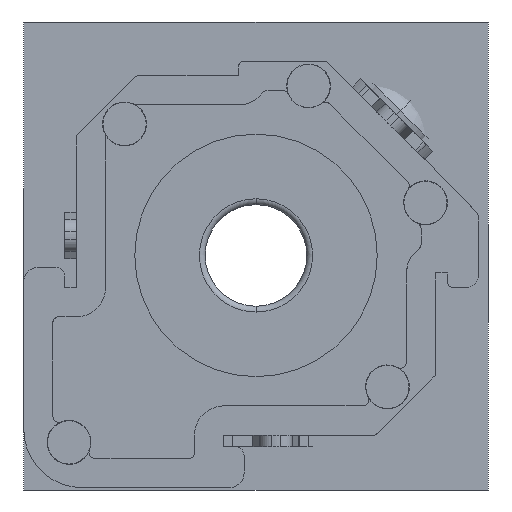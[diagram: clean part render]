
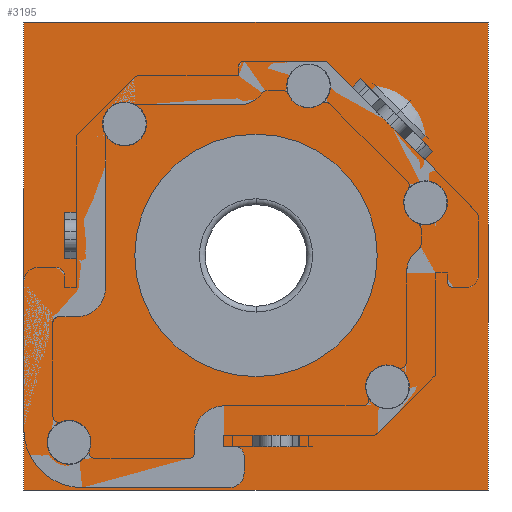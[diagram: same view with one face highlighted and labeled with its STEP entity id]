
A CAD part, front view. The second image highlights one B-rep face of the part: STEP entity #3195.
In plain terms, the highlighted planar face has unit normal (0, -1, 0).
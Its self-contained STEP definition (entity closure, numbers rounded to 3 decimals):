
#473=CARTESIAN_POINT('',(0.,0.5,0.));
#474=DIRECTION('',(0.,1.,0.));
#475=DIRECTION('',(0.,0.,-1.));
#476=AXIS2_PLACEMENT_3D('',#473,#474,#475);
#478=CARTESIAN_POINT('',(0.,0.5,0.));
#479=DIRECTION('',(0.,1.,0.));
#480=DIRECTION('',(0.,0.,1.));
#481=AXIS2_PLACEMENT_3D('',#478,#479,#480);
#483=CARTESIAN_POINT('',(-4.5,0.5,4.5));
#484=DIRECTION('',(0.,1.,0.));
#485=DIRECTION('',(1.,0.,0.));
#486=AXIS2_PLACEMENT_3D('',#483,#484,#485);
#488=CARTESIAN_POINT('',(-4.5,0.5,4.5));
#489=DIRECTION('',(0.,1.,0.));
#490=DIRECTION('',(-1.,0.,0.));
#491=AXIS2_PLACEMENT_3D('',#488,#489,#490);
#493=DIRECTION('',(0.,0.,1.));
#494=VECTOR('',#493,1.135);
#495=CARTESIAN_POINT('',(-6.15,0.5,0.114));
#496=LINE('',#495,#494);
#497=DIRECTION('',(-1.,0.,0.));
#498=VECTOR('',#497,0.4);
#499=CARTESIAN_POINT('',(-6.15,0.5,1.249));
#500=LINE('',#499,#498);
#501=DIRECTION('',(0.,0.,1.));
#502=VECTOR('',#501,1.135);
#503=CARTESIAN_POINT('',(-6.55,0.5,0.114));
#504=LINE('',#503,#502);
#505=DIRECTION('',(-1.,0.,0.));
#506=VECTOR('',#505,0.4);
#507=CARTESIAN_POINT('',(-6.15,0.5,0.114));
#508=LINE('',#507,#506);
#509=DIRECTION('',(0.707,0.,-0.707));
#510=VECTOR('',#509,3.499);
#511=CARTESIAN_POINT('',(3.571,0.5,6.045));
#512=LINE('',#511,#510);
#513=DIRECTION('',(-0.707,0.,-0.707));
#514=VECTOR('',#513,0.4);
#515=CARTESIAN_POINT('',(3.571,0.5,6.045));
#516=LINE('',#515,#514);
#517=DIRECTION('',(0.707,0.,-0.707));
#518=VECTOR('',#517,3.499);
#519=CARTESIAN_POINT('',(3.289,0.5,5.762));
#520=LINE('',#519,#518);
#521=DIRECTION('',(-0.707,0.,-0.707));
#522=VECTOR('',#521,0.4);
#523=CARTESIAN_POINT('',(6.045,0.5,3.571));
#524=LINE('',#523,#522);
#529=DIRECTION('',(1.,0.,0.));
#530=VECTOR('',#529,15.9);
#531=CARTESIAN_POINT('',(-7.95,0.5,7.99));
#532=LINE('',#531,#530);
#551=DIRECTION('',(0.,0.,1.));
#552=VECTOR('',#551,16.02);
#553=CARTESIAN_POINT('',(-7.95,0.5,-8.03));
#554=LINE('',#553,#552);
#563=DIRECTION('',(-1.,0.,0.));
#564=VECTOR('',#563,15.9);
#565=CARTESIAN_POINT('',(7.95,0.5,-8.03));
#566=LINE('',#565,#564);
#575=DIRECTION('',(0.,0.,-1.));
#576=VECTOR('',#575,16.02);
#577=CARTESIAN_POINT('',(7.95,0.5,7.99));
#578=LINE('',#577,#576);
#2048=CARTESIAN_POINT('',(0.,0.5,-4.15));
#2049=CARTESIAN_POINT('',(0.,0.5,4.15));
#2050=VERTEX_POINT('',#2048);
#2051=VERTEX_POINT('',#2049);
#2052=CARTESIAN_POINT('',(-7.95,0.5,7.99));
#2053=CARTESIAN_POINT('',(7.95,0.5,7.99));
#2054=VERTEX_POINT('',#2052);
#2055=VERTEX_POINT('',#2053);
#2056=CARTESIAN_POINT('',(7.95,0.5,-8.03));
#2057=VERTEX_POINT('',#2056);
#2058=CARTESIAN_POINT('',(-7.95,0.5,-8.03));
#2059=VERTEX_POINT('',#2058);
#2400=CARTESIAN_POINT('',(-3.75,0.5,4.5));
#2401=CARTESIAN_POINT('',(-5.25,0.5,4.5));
#2402=VERTEX_POINT('',#2400);
#2403=VERTEX_POINT('',#2401);
#2457=CARTESIAN_POINT('',(-6.15,0.5,0.114));
#2458=CARTESIAN_POINT('',(-6.15,0.5,1.249));
#2459=VERTEX_POINT('',#2457);
#2460=VERTEX_POINT('',#2458);
#2461=CARTESIAN_POINT('',(-6.55,0.5,0.114));
#2462=CARTESIAN_POINT('',(-6.55,0.5,1.249));
#2463=VERTEX_POINT('',#2461);
#2464=VERTEX_POINT('',#2462);
#2479=CARTESIAN_POINT('',(3.571,0.5,6.045));
#2480=CARTESIAN_POINT('',(6.045,0.5,3.571));
#2481=VERTEX_POINT('',#2479);
#2482=VERTEX_POINT('',#2480);
#2483=CARTESIAN_POINT('',(3.289,0.5,5.762));
#2484=CARTESIAN_POINT('',(5.762,0.5,3.289));
#2485=VERTEX_POINT('',#2483);
#2486=VERTEX_POINT('',#2484);
#3150=CARTESIAN_POINT('',(0.,0.5,-0.02));
#3151=DIRECTION('',(0.,1.,0.));
#3152=DIRECTION('',(0.,0.,-1.));
#3153=AXIS2_PLACEMENT_3D('',#3150,#3151,#3152);
#3154=PLANE('',#3153);
#3156=ORIENTED_EDGE('',*,*,#3155,.T.);
#3158=ORIENTED_EDGE('',*,*,#3157,.T.);
#3160=ORIENTED_EDGE('',*,*,#3159,.T.);
#3162=ORIENTED_EDGE('',*,*,#3161,.T.);
#3163=EDGE_LOOP('',(#3156,#3158,#3160,#3162));
#3164=FACE_OUTER_BOUND('',#3163,.F.);
#3165=ORIENTED_EDGE('',*,*,#3126,.F.);
#3166=ORIENTED_EDGE('',*,*,#3054,.F.);
#3167=EDGE_LOOP('',(#3165,#3166));
#3168=FACE_BOUND('',#3167,.F.);
#3170=ORIENTED_EDGE('',*,*,#3169,.F.);
#3172=ORIENTED_EDGE('',*,*,#3171,.F.);
#3173=EDGE_LOOP('',(#3170,#3172));
#3174=FACE_BOUND('',#3173,.F.);
#3176=ORIENTED_EDGE('',*,*,#3175,.T.);
#3178=ORIENTED_EDGE('',*,*,#3177,.T.);
#3180=ORIENTED_EDGE('',*,*,#3179,.F.);
#3182=ORIENTED_EDGE('',*,*,#3181,.F.);
#3183=EDGE_LOOP('',(#3176,#3178,#3180,#3182));
#3184=FACE_BOUND('',#3183,.F.);
#3186=ORIENTED_EDGE('',*,*,#3185,.F.);
#3188=ORIENTED_EDGE('',*,*,#3187,.T.);
#3190=ORIENTED_EDGE('',*,*,#3189,.T.);
#3192=ORIENTED_EDGE('',*,*,#3191,.F.);
#3193=EDGE_LOOP('',(#3186,#3188,#3190,#3192));
#3194=FACE_BOUND('',#3193,.F.);
#477=CIRCLE('',#476,4.15);
#482=CIRCLE('',#481,4.15);
#487=CIRCLE('',#486,0.75);
#492=CIRCLE('',#491,0.75);
#3054=EDGE_CURVE('',#2051,#2050,#482,.T.);
#3126=EDGE_CURVE('',#2050,#2051,#477,.T.);
#3155=EDGE_CURVE('',#2054,#2055,#532,.T.);
#3157=EDGE_CURVE('',#2055,#2057,#578,.T.);
#3159=EDGE_CURVE('',#2057,#2059,#566,.T.);
#3161=EDGE_CURVE('',#2059,#2054,#554,.T.);
#3169=EDGE_CURVE('',#2402,#2403,#487,.T.);
#3171=EDGE_CURVE('',#2403,#2402,#492,.T.);
#3175=EDGE_CURVE('',#2459,#2460,#496,.T.);
#3177=EDGE_CURVE('',#2460,#2464,#500,.T.);
#3179=EDGE_CURVE('',#2463,#2464,#504,.T.);
#3181=EDGE_CURVE('',#2459,#2463,#508,.T.);
#3185=EDGE_CURVE('',#2481,#2482,#512,.T.);
#3187=EDGE_CURVE('',#2481,#2485,#516,.T.);
#3189=EDGE_CURVE('',#2485,#2486,#520,.T.);
#3191=EDGE_CURVE('',#2482,#2486,#524,.T.);
#3195=ADVANCED_FACE('',(#3164,#3168,#3174,#3184,#3194),#3154,.F.);
